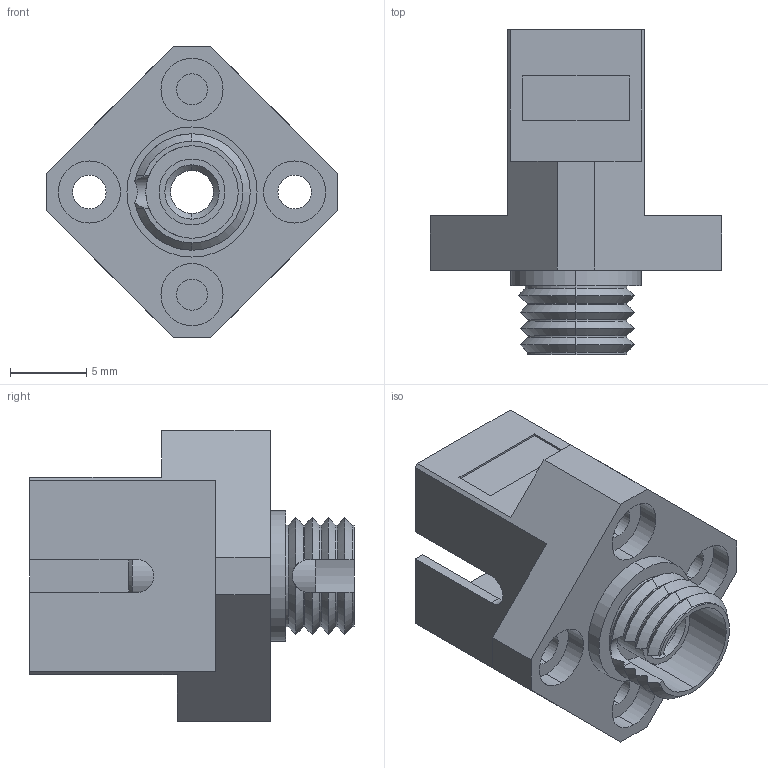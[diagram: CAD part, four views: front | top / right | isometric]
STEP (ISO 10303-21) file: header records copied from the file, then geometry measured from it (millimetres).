
FILE_DESCRIPTION (( 'STEP AP214' ), '1' );
FILE_NAME ('FOA-SM-FCAFSCAF_3D.STEP', '2020-07-09T20:59:04', ( '' ), ( '' ), 'SwSTEP 2.0', 'SolidWorks 2018', '' );
FILE_SCHEMA (( 'AUTOMOTIVE_DESIGN' ));
Length unit declared in the file: inch
Products named in the file (1): FOA-SM-FCAFSCAF_3D
Bounding box: 19.05 x 21.26 x 19.05 mm (x, y, z)
Volume: 1335 mm3; surface area: 2461 mm2
Topology: 1 solids, 1 shells, 145 faces, 353 edges, 226 vertices
Faces by surface type: plane 72, cylinder 46, cone 27
Entity records: 4831 total; most frequent: CARTESIAN_POINT 807, DIRECTION 732, ORIENTED_EDGE 706, EDGE_CURVE 353, AXIS2_PLACEMENT_3D 253, LINE 226, VERTEX_POINT 226, VECTOR 226
